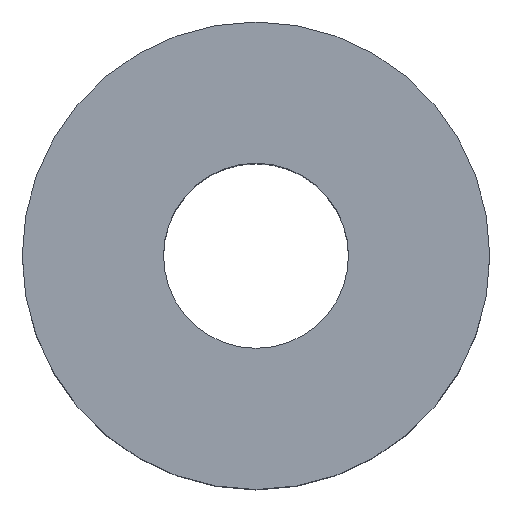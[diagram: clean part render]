
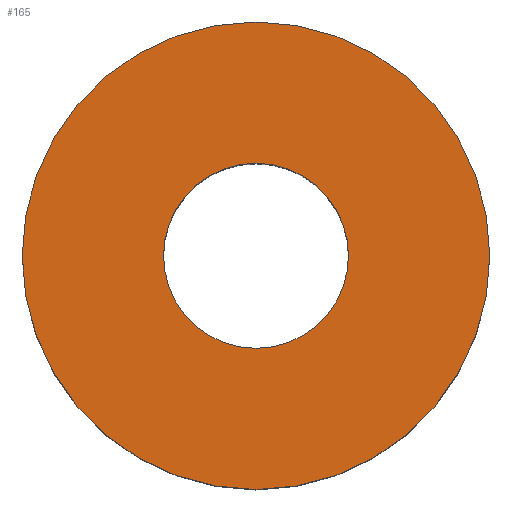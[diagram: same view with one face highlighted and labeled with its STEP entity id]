
A CAD part, top view. The second image highlights one B-rep face of the part: STEP entity #165.
In plain terms, the highlighted planar face has unit normal (0, 0, 1).
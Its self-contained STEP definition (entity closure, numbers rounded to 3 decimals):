
#120 = VERTEX_POINT('',#121);
#121 = CARTESIAN_POINT('',(2.78,0.,3.));
#127 = EDGE_CURVE('',#120,#120,#128,.T.);
#128 = CIRCLE('',#129,2.78);
#129 = AXIS2_PLACEMENT_3D('',#130,#131,#132);
#130 = CARTESIAN_POINT('',(0.,0.,3.));
#131 = DIRECTION('',(0.,0.,1.));
#132 = DIRECTION('',(1.,0.,0.));
#146 = VERTEX_POINT('',#147);
#147 = CARTESIAN_POINT('',(1.1,0.,3.));
#153 = EDGE_CURVE('',#146,#146,#154,.T.);
#154 = CIRCLE('',#155,1.1);
#155 = AXIS2_PLACEMENT_3D('',#156,#157,#158);
#156 = CARTESIAN_POINT('',(0.,0.,3.));
#157 = DIRECTION('',(0.,0.,-1.));
#158 = DIRECTION('',(1.,0.,0.));
#165 = ADVANCED_FACE('',(#166,#169),#172,.T.);
#166 = FACE_BOUND('',#167,.T.);
#167 = EDGE_LOOP('',(#168));
#168 = ORIENTED_EDGE('',*,*,#127,.T.);
#169 = FACE_BOUND('',#170,.T.);
#170 = EDGE_LOOP('',(#171));
#171 = ORIENTED_EDGE('',*,*,#153,.T.);
#172 = PLANE('',#173);
#173 = AXIS2_PLACEMENT_3D('',#174,#175,#176);
#174 = CARTESIAN_POINT('',(0.,0.,3.));
#175 = DIRECTION('',(0.,0.,1.));
#176 = DIRECTION('',(1.,0.,0.));
